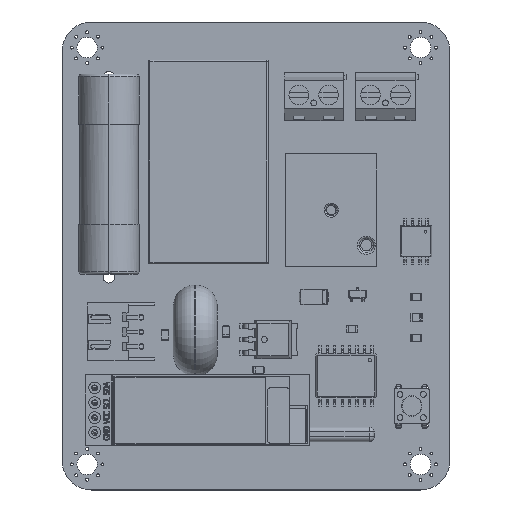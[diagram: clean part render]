
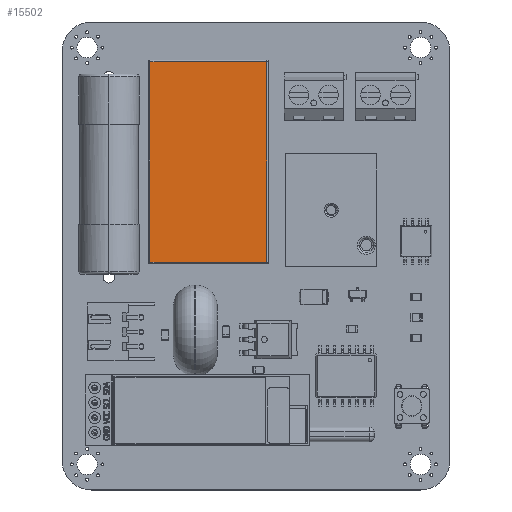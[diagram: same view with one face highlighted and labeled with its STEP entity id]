
A CAD part, top view. The second image highlights one B-rep face of the part: STEP entity #15502.
In plain terms, the highlighted planar face has unit normal (0, 0, 1).
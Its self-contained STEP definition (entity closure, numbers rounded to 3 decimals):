
#15305 = VERTEX_POINT('',#15306);
#15306 = CARTESIAN_POINT('',(31.69,7.5,15.1));
#15313 = EDGE_CURVE('',#15305,#15314,#15316,.T.);
#15314 = VERTEX_POINT('',#15315);
#15315 = CARTESIAN_POINT('',(31.69,-12.5,15.1));
#15316 = LINE('',#15317,#15318);
#15317 = CARTESIAN_POINT('',(31.69,7.5,15.1));
#15318 = VECTOR('',#15319,1.);
#15319 = DIRECTION('',(0.,-1.,0.));
#15502 = ADVANCED_FACE('',(#15503),#15528,.F.);
#15503 = FACE_BOUND('',#15504,.F.);
#15504 = EDGE_LOOP('',(#15505,#15513,#15514,#15522));
#15505 = ORIENTED_EDGE('',*,*,#15506,.T.);
#15506 = EDGE_CURVE('',#15507,#15305,#15509,.T.);
#15507 = VERTEX_POINT('',#15508);
#15508 = CARTESIAN_POINT('',(-2.61,7.5,15.1));
#15509 = LINE('',#15510,#15511);
#15510 = CARTESIAN_POINT('',(-2.61,7.5,15.1));
#15511 = VECTOR('',#15512,1.);
#15512 = DIRECTION('',(1.,0.,0.));
#15513 = ORIENTED_EDGE('',*,*,#15313,.T.);
#15514 = ORIENTED_EDGE('',*,*,#15515,.T.);
#15515 = EDGE_CURVE('',#15314,#15516,#15518,.T.);
#15516 = VERTEX_POINT('',#15517);
#15517 = CARTESIAN_POINT('',(-2.61,-12.5,15.1));
#15518 = LINE('',#15519,#15520);
#15519 = CARTESIAN_POINT('',(31.69,-12.5,15.1));
#15520 = VECTOR('',#15521,1.);
#15521 = DIRECTION('',(-1.,0.,0.));
#15522 = ORIENTED_EDGE('',*,*,#15523,.T.);
#15523 = EDGE_CURVE('',#15516,#15507,#15524,.T.);
#15524 = LINE('',#15525,#15526);
#15525 = CARTESIAN_POINT('',(-2.61,-12.5,15.1));
#15526 = VECTOR('',#15527,1.);
#15527 = DIRECTION('',(0.,1.,0.));
#15528 = PLANE('',#15529);
#15529 = AXIS2_PLACEMENT_3D('',#15530,#15531,#15532);
#15530 = CARTESIAN_POINT('',(14.54,-2.5,15.1));
#15531 = DIRECTION('',(-0.,-0.,-1.));
#15532 = DIRECTION('',(-1.,0.,0.));
